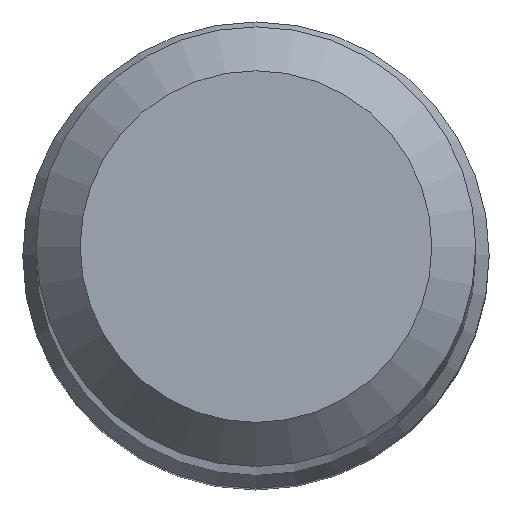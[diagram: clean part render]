
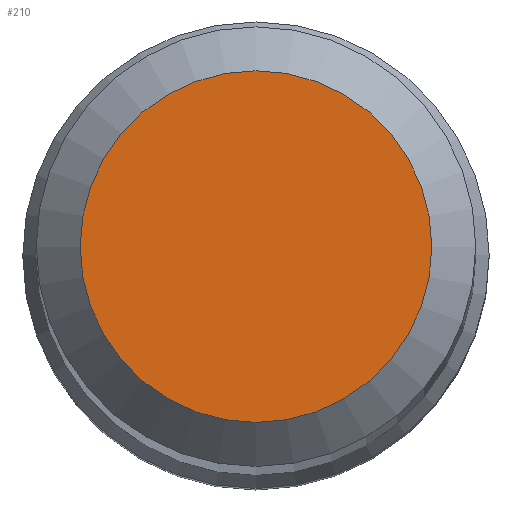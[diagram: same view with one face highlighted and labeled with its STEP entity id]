
A CAD part, top view. The second image highlights one B-rep face of the part: STEP entity #210.
In plain terms, the highlighted planar face has unit normal (0, 0, 1).
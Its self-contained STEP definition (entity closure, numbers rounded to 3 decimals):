
#2 = EDGE_LOOP ( 'NONE', ( #132 ) ) ;
#8 = AXIS2_PLACEMENT_3D ( 'NONE', #171, #112, #223 ) ;
#18 = CIRCLE ( 'NONE', #8, 4. ) ;
#37 = EDGE_CURVE ( 'NONE', #96, #96, #18, .T. ) ;
#42 = PLANE ( 'NONE',  #107 ) ;
#80 = DIRECTION ( 'NONE',  ( 0., 0., 1. ) ) ;
#96 = VERTEX_POINT ( 'NONE', #179 ) ;
#107 = AXIS2_PLACEMENT_3D ( 'NONE', #156, #80, #157 ) ;
#112 = DIRECTION ( 'NONE',  ( 0., 0., -1. ) ) ;
#132 = ORIENTED_EDGE ( 'NONE', *, *, #37, .F. ) ;
#156 = CARTESIAN_POINT ( 'NONE',  ( 0., 0., 133. ) ) ;
#157 = DIRECTION ( 'NONE',  ( 0., -1., 0. ) ) ;
#171 = CARTESIAN_POINT ( 'NONE',  ( 0., 0., 133. ) ) ;
#179 = CARTESIAN_POINT ( 'NONE',  ( 0., 4., 133. ) ) ;
#197 = FACE_OUTER_BOUND ( 'NONE', #2, .T. ) ;
#210 = ADVANCED_FACE ( 'NONE', ( #197 ), #42, .T. ) ;
#223 = DIRECTION ( 'NONE',  ( 0., 1., 0. ) ) ;
